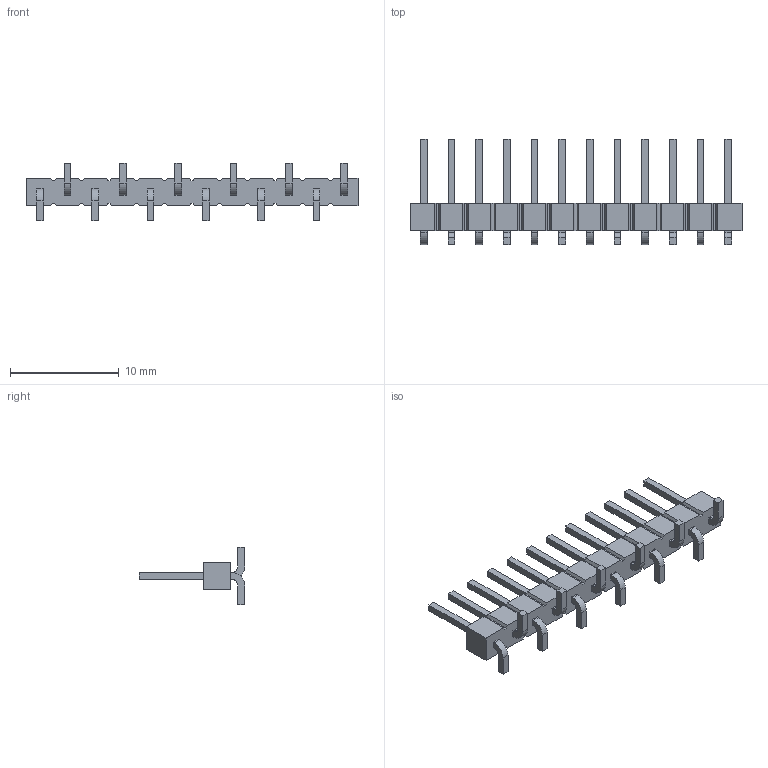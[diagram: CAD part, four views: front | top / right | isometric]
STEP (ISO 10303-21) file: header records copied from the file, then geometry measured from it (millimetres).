
FILE_DESCRIPTION(/* description */ ('STEP AP214'),/* implementation_level */ '2;1');
FILE_NAME(/* name */ 'TSM-112-01-L-SV',/* time_stamp */ '2023-01-15T00:54:38+01:00',/* author */ ('License CC BY-ND 4.0'),/* organization */ ('CADENAS'),/* preprocessor_version */ 'ST-DEVELOPER v18.102',/* originating_system */ 'PARTsolutions',/* authorisation */ ' ');
FILE_SCHEMA (('AUTOMOTIVE_DESIGN {1 0 10303 214 3 1 1}'));
Length unit declared in the file: inch
Products named in the file (3): TSM-112-01-L-SV; T-1S6-16(-01-12-SV); TSM-112-01-SV_body
Assembly tree (2 placements, depth 2):
  TSM-112-01-L-SV
    T-1S6-16(-01-12-SV)
    TSM-112-01-SV_body
Bounding box: 30.48 x 9.65 x 5.28 mm (x, y, z)
Volume: 237.5 mm3; surface area: 802.6 mm2
Topology: 2 solids, 2 shells, 312 faces, 864 edges, 576 vertices
Faces by surface type: plane 288, cylinder 24
Entity records: 9922 total; most frequent: CARTESIAN_POINT 1755, ORIENTED_EDGE 1728, DIRECTION 1542, EDGE_CURVE 864, LINE 816, VECTOR 816, VERTEX_POINT 576, AXIS2_PLACEMENT_3D 363
